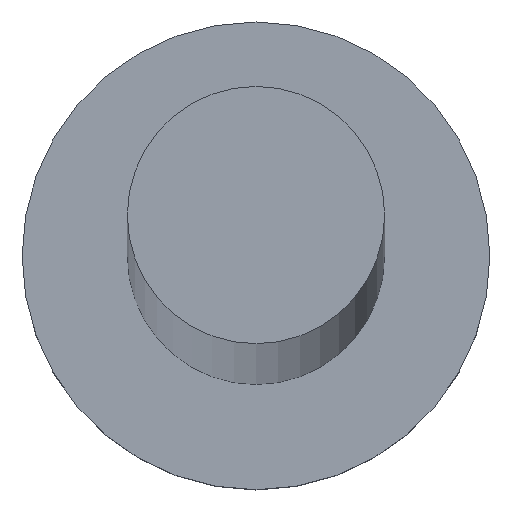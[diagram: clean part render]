
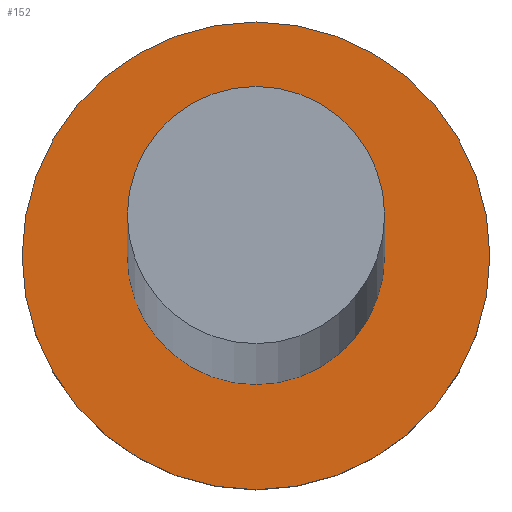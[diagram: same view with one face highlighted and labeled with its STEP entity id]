
A CAD part, top view. The second image highlights one B-rep face of the part: STEP entity #152.
In plain terms, the highlighted planar face has unit normal (0, 0, 1).
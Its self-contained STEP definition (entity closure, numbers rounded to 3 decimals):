
#2 = CIRCLE ( 'NONE', #46, 5. ) ;
#7 = VERTEX_POINT ( 'NONE', #8 ) ;
#8 = CARTESIAN_POINT ( 'NONE',  ( 5., 0., 3. ) ) ;
#9 = DIRECTION ( 'NONE',  ( 0., 0., 1. ) ) ;
#12 = AXIS2_PLACEMENT_3D ( 'NONE', #91, #166, #73 ) ;
#20 = EDGE_LOOP ( 'NONE', ( #219, #63 ) ) ;
#30 = CARTESIAN_POINT ( 'NONE',  ( 0., 0., 3. ) ) ;
#44 = AXIS2_PLACEMENT_3D ( 'NONE', #220, #123, #204 ) ;
#46 = AXIS2_PLACEMENT_3D ( 'NONE', #246, #90, #108 ) ;
#52 = CARTESIAN_POINT ( 'NONE',  ( 2.75, 0., 3. ) ) ;
#63 = ORIENTED_EDGE ( 'NONE', *, *, #72, .T. ) ;
#65 = VERTEX_POINT ( 'NONE', #52 ) ;
#68 = FACE_BOUND ( 'NONE', #216, .T. ) ;
#70 = AXIS2_PLACEMENT_3D ( 'NONE', #164, #247, #225 ) ;
#72 = EDGE_CURVE ( 'NONE', #7, #118, #188, .T. ) ;
#73 = DIRECTION ( 'NONE',  ( 1., 0., 0. ) ) ;
#87 = EDGE_CURVE ( 'NONE', #118, #7, #2, .T. ) ;
#90 = DIRECTION ( 'NONE',  ( 0., 0., 1. ) ) ;
#91 = CARTESIAN_POINT ( 'NONE',  ( 0., 0., 3. ) ) ;
#108 = DIRECTION ( 'NONE',  ( 1., 0., 0. ) ) ;
#118 = VERTEX_POINT ( 'NONE', #208 ) ;
#123 = DIRECTION ( 'NONE',  ( 0., 0., 1. ) ) ;
#124 = DIRECTION ( 'NONE',  ( 1., 0., 0. ) ) ;
#152 = ADVANCED_FACE ( 'NONE', ( #68, #249 ), #183, .T. ) ;
#160 = VERTEX_POINT ( 'NONE', #206 ) ;
#164 = CARTESIAN_POINT ( 'NONE',  ( 0., 0., 3. ) ) ;
#166 = DIRECTION ( 'NONE',  ( 0., 0., 1. ) ) ;
#167 = EDGE_CURVE ( 'NONE', #65, #160, #170, .T. ) ;
#170 = CIRCLE ( 'NONE', #12, 2.75 ) ;
#173 = ORIENTED_EDGE ( 'NONE', *, *, #167, .F. ) ;
#176 = ORIENTED_EDGE ( 'NONE', *, *, #205, .F. ) ;
#183 = PLANE ( 'NONE',  #70 ) ;
#188 = CIRCLE ( 'NONE', #224, 5. ) ;
#192 = CIRCLE ( 'NONE', #44, 2.75 ) ;
#204 = DIRECTION ( 'NONE',  ( 1., 0., 0. ) ) ;
#205 = EDGE_CURVE ( 'NONE', #160, #65, #192, .T. ) ;
#206 = CARTESIAN_POINT ( 'NONE',  ( -2.75, 0., 3. ) ) ;
#208 = CARTESIAN_POINT ( 'NONE',  ( -5., 0., 3. ) ) ;
#216 = EDGE_LOOP ( 'NONE', ( #176, #173 ) ) ;
#219 = ORIENTED_EDGE ( 'NONE', *, *, #87, .T. ) ;
#220 = CARTESIAN_POINT ( 'NONE',  ( 0., 0., 3. ) ) ;
#224 = AXIS2_PLACEMENT_3D ( 'NONE', #30, #9, #124 ) ;
#225 = DIRECTION ( 'NONE',  ( 1., 0., 0. ) ) ;
#246 = CARTESIAN_POINT ( 'NONE',  ( 0., 0., 3. ) ) ;
#247 = DIRECTION ( 'NONE',  ( 0., 0., 1. ) ) ;
#249 = FACE_OUTER_BOUND ( 'NONE', #20, .T. ) ;
